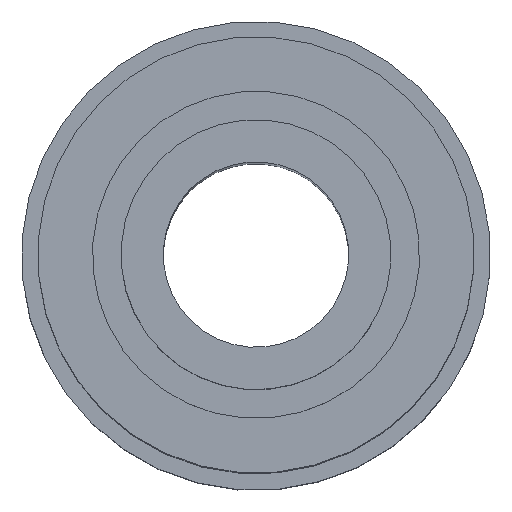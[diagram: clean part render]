
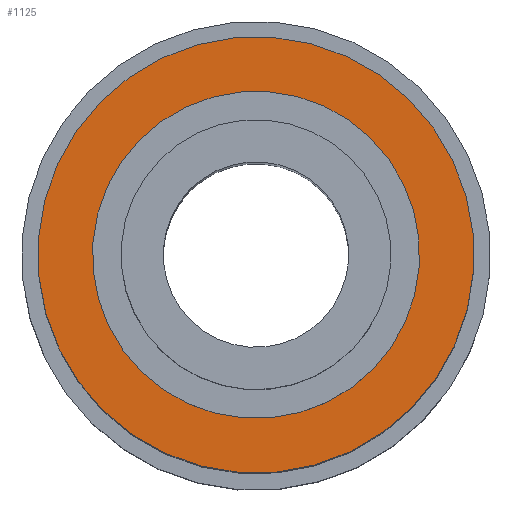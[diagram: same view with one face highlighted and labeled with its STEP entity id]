
A CAD part, top view. The second image highlights one B-rep face of the part: STEP entity #1125.
In plain terms, the highlighted planar face has unit normal (0, 0, 1).
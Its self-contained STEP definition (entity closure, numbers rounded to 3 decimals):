
#841 = CYLINDRICAL_SURFACE('',#842,3.);
#842 = AXIS2_PLACEMENT_3D('',#843,#844,#845);
#843 = CARTESIAN_POINT('',(-22.724,-4.528,8.)
  );
#844 = DIRECTION('',(0.,0.,1.));
#845 = DIRECTION('',(-0.997,0.077,0.));
#883 = VERTEX_POINT('',#884);
#884 = CARTESIAN_POINT('',(-19.733,-4.76,8.)
  );
#904 = EDGE_CURVE('',#883,#883,#905,.T.);
#905 = SURFACE_CURVE('',#906,(#911,#940),.PCURVE_S1.);
#906 = CIRCLE('',#907,3.);
#907 = AXIS2_PLACEMENT_3D('',#908,#909,#910);
#908 = CARTESIAN_POINT('',(-22.724,-4.528,8.)
  );
#909 = DIRECTION('',(0.,0.,-1.));
#910 = DIRECTION('',(-0.997,0.077,0.));
#911 = PCURVE('',#841,#912);
#912 = DEFINITIONAL_REPRESENTATION('',(#913),#939);
#913 = B_SPLINE_CURVE_WITH_KNOTS('',3,(#914,#915,#916,#917,#918,#919,
    #920,#921,#922,#923,#924,#925,#926,#927,#928,#929,#930,#931,#932,
    #933,#934,#935,#936,#937,#938),.UNSPECIFIED.,.F.,.F.,(4,1,1,1,1,1,1,
    1,1,1,1,1,1,1,1,1,1,1,1,1,1,1,4),(3.142,3.427,
    3.713,3.998,4.284,4.57,
    4.855,5.141,5.426,5.712,
    5.998,6.283,6.569,6.854,
    7.14,7.426,7.711,7.997,
    8.282,8.568,8.854,9.139,
    9.425),.QUASI_UNIFORM_KNOTS.);
#914 = CARTESIAN_POINT('',(9.425,0.));
#915 = CARTESIAN_POINT('',(9.33,0.));
#916 = CARTESIAN_POINT('',(9.139,0.));
#917 = CARTESIAN_POINT('',(8.854,0.));
#918 = CARTESIAN_POINT('',(8.568,0.));
#919 = CARTESIAN_POINT('',(8.282,0.));
#920 = CARTESIAN_POINT('',(7.997,0.));
#921 = CARTESIAN_POINT('',(7.711,0.));
#922 = CARTESIAN_POINT('',(7.426,0.));
#923 = CARTESIAN_POINT('',(7.14,0.));
#924 = CARTESIAN_POINT('',(6.854,0.));
#925 = CARTESIAN_POINT('',(6.569,0.));
#926 = CARTESIAN_POINT('',(6.283,0.));
#927 = CARTESIAN_POINT('',(5.998,0.));
#928 = CARTESIAN_POINT('',(5.712,0.));
#929 = CARTESIAN_POINT('',(5.426,0.));
#930 = CARTESIAN_POINT('',(5.141,0.));
#931 = CARTESIAN_POINT('',(4.855,0.));
#932 = CARTESIAN_POINT('',(4.57,0.));
#933 = CARTESIAN_POINT('',(4.284,0.));
#934 = CARTESIAN_POINT('',(3.998,0.));
#935 = CARTESIAN_POINT('',(3.713,0.));
#936 = CARTESIAN_POINT('',(3.427,0.));
#937 = CARTESIAN_POINT('',(3.237,0.));
#938 = CARTESIAN_POINT('',(3.142,0.));
#939 = ( GEOMETRIC_REPRESENTATION_CONTEXT(2) 
PARAMETRIC_REPRESENTATION_CONTEXT() REPRESENTATION_CONTEXT('2D SPACE',''
  ) );
#940 = PCURVE('',#941,#946);
#941 = PLANE('',#942);
#942 = AXIS2_PLACEMENT_3D('',#943,#944,#945);
#943 = CARTESIAN_POINT('',(-21.029,-4.659,
    8.));
#944 = DIRECTION('',(0.,0.,1.));
#945 = DIRECTION('',(0.997,-0.077,0.));
#946 = DEFINITIONAL_REPRESENTATION('',(#947),#955);
#947 = ( BOUNDED_CURVE() B_SPLINE_CURVE(2,(#948,#949,#950,#951,#952,#953
,#954),.UNSPECIFIED.,.F.,.F.) B_SPLINE_CURVE_WITH_KNOTS((1,2,2,2,2,1),(
    -2.094,0.,2.094,4.189,6.283,
8.378),.UNSPECIFIED.) CURVE() GEOMETRIC_REPRESENTATION_ITEM() 
RATIONAL_B_SPLINE_CURVE((1.,0.5,1.,0.5,1.,0.5,1.)) REPRESENTATION_ITEM(
  '') );
#948 = CARTESIAN_POINT('',(-4.7,0.));
#949 = CARTESIAN_POINT('',(-4.7,5.196));
#950 = CARTESIAN_POINT('',(-0.2,2.598));
#951 = CARTESIAN_POINT('',(4.3,0.));
#952 = CARTESIAN_POINT('',(-0.2,-2.598));
#953 = CARTESIAN_POINT('',(-4.7,-5.196));
#954 = CARTESIAN_POINT('',(-4.7,0.));
#955 = ( GEOMETRIC_REPRESENTATION_CONTEXT(2) 
PARAMETRIC_REPRESENTATION_CONTEXT() REPRESENTATION_CONTEXT('2D SPACE',''
  ) );
#1064 = CYLINDRICAL_SURFACE('',#1065,4.);
#1065 = AXIS2_PLACEMENT_3D('',#1066,#1067,#1068);
#1066 = CARTESIAN_POINT('',(-22.724,-4.528,5.559)
  );
#1067 = DIRECTION('',(0.,0.,1.));
#1068 = DIRECTION('',(0.997,-0.077,0.));
#1082 = VERTEX_POINT('',#1083);
#1083 = CARTESIAN_POINT('',(-18.736,-4.837,
    8.));
#1103 = EDGE_CURVE('',#1082,#1082,#1104,.T.);
#1104 = SURFACE_CURVE('',#1105,(#1110,#1117),.PCURVE_S1.);
#1105 = CIRCLE('',#1106,4.);
#1106 = AXIS2_PLACEMENT_3D('',#1107,#1108,#1109);
#1107 = CARTESIAN_POINT('',(-22.724,-4.528,8.
    ));
#1108 = DIRECTION('',(0.,0.,1.));
#1109 = DIRECTION('',(0.997,-0.077,0.));
#1110 = PCURVE('',#1064,#1111);
#1111 = DEFINITIONAL_REPRESENTATION('',(#1112),#1116);
#1112 = LINE('',#1113,#1114);
#1113 = CARTESIAN_POINT('',(0.,2.441));
#1114 = VECTOR('',#1115,1.);
#1115 = DIRECTION('',(1.,0.));
#1116 = ( GEOMETRIC_REPRESENTATION_CONTEXT(2) 
PARAMETRIC_REPRESENTATION_CONTEXT() REPRESENTATION_CONTEXT('2D SPACE',''
  ) );
#1117 = PCURVE('',#941,#1118);
#1118 = DEFINITIONAL_REPRESENTATION('',(#1119),#1123);
#1119 = CIRCLE('',#1120,4.);
#1120 = AXIS2_PLACEMENT_2D('',#1121,#1122);
#1121 = CARTESIAN_POINT('',(-1.7,0.));
#1122 = DIRECTION('',(1.,0.));
#1123 = ( GEOMETRIC_REPRESENTATION_CONTEXT(2) 
PARAMETRIC_REPRESENTATION_CONTEXT() REPRESENTATION_CONTEXT('2D SPACE',''
  ) );
#1125 = ADVANCED_FACE('',(#1126,#1129),#941,.T.);
#1126 = FACE_BOUND('',#1127,.T.);
#1127 = EDGE_LOOP('',(#1128));
#1128 = ORIENTED_EDGE('',*,*,#1103,.T.);
#1129 = FACE_BOUND('',#1130,.T.);
#1130 = EDGE_LOOP('',(#1131));
#1131 = ORIENTED_EDGE('',*,*,#904,.T.);
